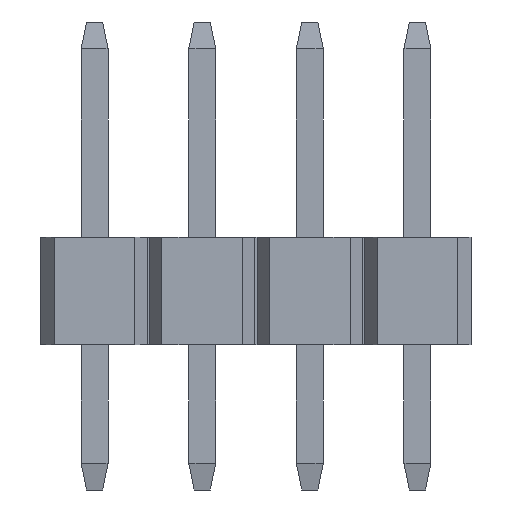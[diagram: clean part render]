
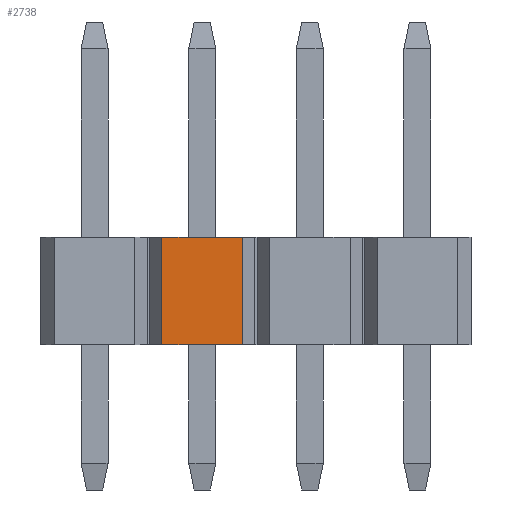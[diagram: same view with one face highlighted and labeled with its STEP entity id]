
A CAD part, front view. The second image highlights one B-rep face of the part: STEP entity #2738.
In plain terms, the highlighted planar face has unit normal (0, -1, 0).
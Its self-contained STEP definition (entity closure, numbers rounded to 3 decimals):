
#245=ORIENTED_EDGE('',*,*,#716,.F.);
#246=ORIENTED_EDGE('',*,*,#665,.F.);
#247=ORIENTED_EDGE('',*,*,#696,.F.);
#248=ORIENTED_EDGE('',*,*,#667,.T.);
#665=EDGE_CURVE('',#925,#924,#1111,.T.);
#667=EDGE_CURVE('',#928,#927,#1113,.T.);
#696=EDGE_CURVE('',#928,#925,#1142,.T.);
#716=EDGE_CURVE('',#924,#927,#1162,.T.);
#924=VERTEX_POINT('',#3632);
#925=VERTEX_POINT('',#3634);
#927=VERTEX_POINT('',#3639);
#928=VERTEX_POINT('',#3641);
#1111=LINE('',#3635,#1385);
#1113=LINE('',#3640,#1387);
#1142=LINE('',#3687,#1416);
#1162=LINE('',#3726,#1436);
#1385=VECTOR('',#3077,1000.);
#1387=VECTOR('',#3081,1000.);
#1416=VECTOR('',#3126,1000.);
#1436=VECTOR('',#3152,1000.);
#1608=EDGE_LOOP('',(#245,#246,#247,#248));
#1728=FACE_BOUND('',#1608,.T.);
#1840=PLANE('',#2857);
#2738=ADVANCED_FACE('',(#1728),#1840,.F.);
#2857=AXIS2_PLACEMENT_3D('',#3725,#3150,#3151);
#3077=DIRECTION('',(0.,0.,-1.));
#3081=DIRECTION('',(0.,0.,-1.));
#3126=DIRECTION('',(1.,0.,0.));
#3150=DIRECTION('',(0.,1.,0.));
#3151=DIRECTION('',(0.,0.,1.));
#3152=DIRECTION('',(-1.,0.,0.));
#3632=CARTESIAN_POINT('',(-0.25,-1.,-1.));
#3634=CARTESIAN_POINT('',(-0.25,-1.,1.));
#3635=CARTESIAN_POINT('',(-0.25,-1.,1.));
#3639=CARTESIAN_POINT('',(-1.75,-1.,-1.));
#3640=CARTESIAN_POINT('',(-1.75,-1.,1.));
#3641=CARTESIAN_POINT('',(-1.75,-1.,1.));
#3687=CARTESIAN_POINT('',(-4.,-1.,1.));
#3725=CARTESIAN_POINT('',(0.,-1.,0.));
#3726=CARTESIAN_POINT('',(4.,-1.,-1.));
